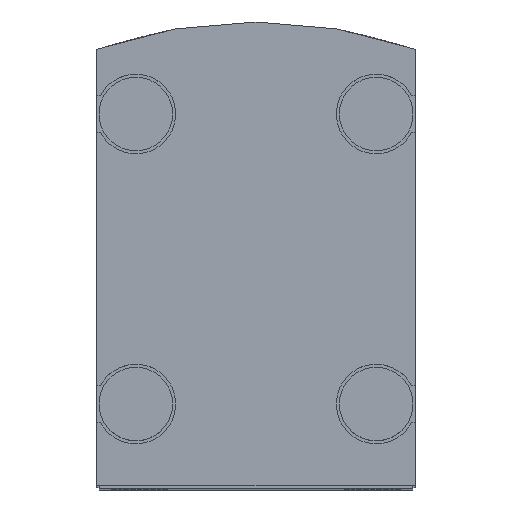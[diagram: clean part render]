
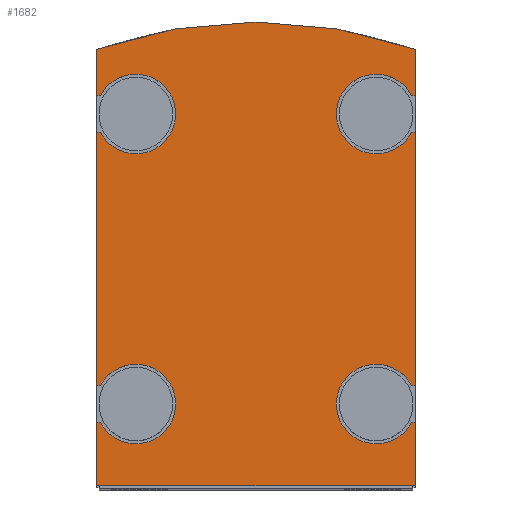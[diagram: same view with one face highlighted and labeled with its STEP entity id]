
A CAD part, top view. The second image highlights one B-rep face of the part: STEP entity #1682.
In plain terms, the highlighted planar face has unit normal (0, 0, 1).
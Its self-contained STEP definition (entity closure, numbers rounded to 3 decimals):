
#49=CIRCLE('',#1794,3.25);
#50=CIRCLE('',#1795,3.25);
#51=CIRCLE('',#1796,3.25);
#52=CIRCLE('',#1797,3.25);
#53=CIRCLE('',#1798,39.);
#129=ORIENTED_EDGE('',*,*,#609,.F.);
#130=ORIENTED_EDGE('',*,*,#610,.T.);
#131=ORIENTED_EDGE('',*,*,#595,.T.);
#132=ORIENTED_EDGE('',*,*,#611,.T.);
#133=ORIENTED_EDGE('',*,*,#612,.F.);
#134=ORIENTED_EDGE('',*,*,#613,.T.);
#135=ORIENTED_EDGE('',*,*,#591,.T.);
#136=ORIENTED_EDGE('',*,*,#614,.T.);
#137=ORIENTED_EDGE('',*,*,#599,.T.);
#138=ORIENTED_EDGE('',*,*,#615,.T.);
#139=ORIENTED_EDGE('',*,*,#616,.F.);
#140=ORIENTED_EDGE('',*,*,#617,.T.);
#141=ORIENTED_EDGE('',*,*,#607,.T.);
#142=ORIENTED_EDGE('',*,*,#618,.T.);
#143=ORIENTED_EDGE('',*,*,#619,.F.);
#144=ORIENTED_EDGE('',*,*,#620,.T.);
#145=ORIENTED_EDGE('',*,*,#603,.T.);
#146=ORIENTED_EDGE('',*,*,#621,.T.);
#147=ORIENTED_EDGE('',*,*,#587,.T.);
#148=ORIENTED_EDGE('',*,*,#622,.T.);
#587=EDGE_CURVE('',#828,#827,#995,.T.);
#591=EDGE_CURVE('',#832,#831,#999,.T.);
#595=EDGE_CURVE('',#836,#835,#1003,.T.);
#599=EDGE_CURVE('',#840,#839,#1007,.T.);
#603=EDGE_CURVE('',#844,#843,#1011,.T.);
#607=EDGE_CURVE('',#848,#847,#1015,.T.);
#609=EDGE_CURVE('',#849,#850,#49,.T.);
#610=EDGE_CURVE('',#849,#836,#1017,.T.);
#611=EDGE_CURVE('',#835,#851,#1018,.T.);
#612=EDGE_CURVE('',#852,#851,#50,.T.);
#613=EDGE_CURVE('',#852,#832,#1019,.T.);
#614=EDGE_CURVE('',#831,#840,#1020,.T.);
#615=EDGE_CURVE('',#839,#853,#1021,.T.);
#616=EDGE_CURVE('',#854,#853,#51,.T.);
#617=EDGE_CURVE('',#854,#848,#1022,.T.);
#618=EDGE_CURVE('',#847,#855,#1023,.T.);
#619=EDGE_CURVE('',#856,#855,#52,.T.);
#620=EDGE_CURVE('',#856,#844,#1024,.T.);
#621=EDGE_CURVE('',#843,#828,#53,.T.);
#622=EDGE_CURVE('',#827,#850,#1025,.T.);
#827=VERTEX_POINT('',#2443);
#828=VERTEX_POINT('',#2445);
#831=VERTEX_POINT('',#2451);
#832=VERTEX_POINT('',#2453);
#835=VERTEX_POINT('',#2459);
#836=VERTEX_POINT('',#2461);
#839=VERTEX_POINT('',#2468);
#840=VERTEX_POINT('',#2470);
#843=VERTEX_POINT('',#2476);
#844=VERTEX_POINT('',#2478);
#847=VERTEX_POINT('',#2484);
#848=VERTEX_POINT('',#2486);
#849=VERTEX_POINT('',#2490);
#850=VERTEX_POINT('',#2491);
#851=VERTEX_POINT('',#2494);
#852=VERTEX_POINT('',#2496);
#853=VERTEX_POINT('',#2500);
#854=VERTEX_POINT('',#2502);
#855=VERTEX_POINT('',#2505);
#856=VERTEX_POINT('',#2507);
#995=LINE('',#2444,#1177);
#999=LINE('',#2452,#1181);
#1003=LINE('',#2460,#1185);
#1007=LINE('',#2469,#1189);
#1011=LINE('',#2477,#1193);
#1015=LINE('',#2485,#1197);
#1017=LINE('',#2492,#1199);
#1018=LINE('',#2493,#1200);
#1019=LINE('',#2497,#1201);
#1020=LINE('',#2498,#1202);
#1021=LINE('',#2499,#1203);
#1022=LINE('',#2503,#1204);
#1023=LINE('',#2504,#1205);
#1024=LINE('',#2508,#1206);
#1025=LINE('',#2510,#1207);
#1177=VECTOR('',#1951,1000.);
#1181=VECTOR('',#1955,1000.);
#1185=VECTOR('',#1959,1000.);
#1189=VECTOR('',#1965,1000.);
#1193=VECTOR('',#1969,1000.);
#1197=VECTOR('',#1973,1000.);
#1199=VECTOR('',#1979,1000.);
#1200=VECTOR('',#1980,1000.);
#1201=VECTOR('',#1983,1000.);
#1202=VECTOR('',#1984,1000.);
#1203=VECTOR('',#1985,1000.);
#1204=VECTOR('',#1988,1000.);
#1205=VECTOR('',#1989,1000.);
#1206=VECTOR('',#1992,1000.);
#1207=VECTOR('',#1995,1000.);
#1359=EDGE_LOOP('',(#129,#130,#131,#132,#133,#134,#135,#136,#137,#138,#139,
#140,#141,#142,#143,#144,#145,#146,#147,#148));
#1485=FACE_BOUND('',#1359,.T.);
#1611=PLANE('',#1793);
#1682=ADVANCED_FACE('',(#1485),#1611,.T.);
#1793=AXIS2_PLACEMENT_3D('',#2488,#1975,#1976);
#1794=AXIS2_PLACEMENT_3D('',#2489,#1977,#1978);
#1795=AXIS2_PLACEMENT_3D('',#2495,#1981,#1982);
#1796=AXIS2_PLACEMENT_3D('',#2501,#1986,#1987);
#1797=AXIS2_PLACEMENT_3D('',#2506,#1990,#1991);
#1798=AXIS2_PLACEMENT_3D('',#2509,#1993,#1994);
#1951=DIRECTION('',(0.,-1.,0.));
#1955=DIRECTION('',(0.,-1.,0.));
#1959=DIRECTION('',(0.,-1.,0.));
#1965=DIRECTION('',(0.,1.,0.));
#1969=DIRECTION('',(0.,1.,0.));
#1973=DIRECTION('',(0.,1.,0.));
#1975=DIRECTION('',(0.,0.,1.));
#1976=DIRECTION('',(1.,0.,0.));
#1977=DIRECTION('',(0.,0.,1.));
#1978=DIRECTION('',(1.,0.,0.));
#1979=DIRECTION('',(-1.,0.,0.));
#1980=DIRECTION('',(1.,0.,0.));
#1981=DIRECTION('',(0.,0.,1.));
#1982=DIRECTION('',(1.,0.,0.));
#1983=DIRECTION('',(-1.,0.,0.));
#1984=DIRECTION('',(1.,0.,0.));
#1985=DIRECTION('',(-1.,0.,0.));
#1986=DIRECTION('',(0.,0.,1.));
#1987=DIRECTION('',(1.,0.,0.));
#1988=DIRECTION('',(1.,0.,0.));
#1989=DIRECTION('',(-1.,0.,0.));
#1990=DIRECTION('',(0.,0.,1.));
#1991=DIRECTION('',(1.,0.,0.));
#1992=DIRECTION('',(1.,0.,0.));
#1993=DIRECTION('',(0.,0.,1.));
#1994=DIRECTION('',(1.,0.,0.));
#1995=DIRECTION('',(1.,0.,0.));
#2443=CARTESIAN_POINT('',(-13.,32.,50.));
#2444=CARTESIAN_POINT('',(-13.,35.77,50.));
#2445=CARTESIAN_POINT('',(-13.,35.77,50.));
#2451=CARTESIAN_POINT('',(-13.,0.2,50.));
#2452=CARTESIAN_POINT('',(-13.,35.77,50.));
#2453=CARTESIAN_POINT('',(-13.,5.35,50.));
#2459=CARTESIAN_POINT('',(-13.,8.35,50.));
#2460=CARTESIAN_POINT('',(-13.,35.77,50.));
#2461=CARTESIAN_POINT('',(-13.,29.,50.));
#2468=CARTESIAN_POINT('',(13.,5.35,50.));
#2469=CARTESIAN_POINT('',(13.,0.2,50.));
#2470=CARTESIAN_POINT('',(13.,0.2,50.));
#2476=CARTESIAN_POINT('',(13.,35.77,50.));
#2477=CARTESIAN_POINT('',(13.,0.2,50.));
#2478=CARTESIAN_POINT('',(13.,32.,50.));
#2484=CARTESIAN_POINT('',(13.,29.,50.));
#2485=CARTESIAN_POINT('',(13.,0.2,50.));
#2486=CARTESIAN_POINT('',(13.,8.35,50.));
#2488=CARTESIAN_POINT('',(0.,-1.,50.));
#2489=CARTESIAN_POINT('',(-9.8,30.5,50.));
#2490=CARTESIAN_POINT('',(-12.683,29.,50.));
#2491=CARTESIAN_POINT('',(-12.683,32.,50.));
#2492=CARTESIAN_POINT('',(-12.683,29.,50.));
#2493=CARTESIAN_POINT('',(-13.,8.35,50.));
#2494=CARTESIAN_POINT('',(-12.683,8.35,50.));
#2495=CARTESIAN_POINT('',(-9.8,6.85,50.));
#2496=CARTESIAN_POINT('',(-12.683,5.35,50.));
#2497=CARTESIAN_POINT('',(-12.683,5.35,50.));
#2498=CARTESIAN_POINT('',(-13.,0.2,50.));
#2499=CARTESIAN_POINT('',(13.,5.35,50.));
#2500=CARTESIAN_POINT('',(12.683,5.35,50.));
#2501=CARTESIAN_POINT('',(9.8,6.85,50.));
#2502=CARTESIAN_POINT('',(12.683,8.35,50.));
#2503=CARTESIAN_POINT('',(12.683,8.35,50.));
#2504=CARTESIAN_POINT('',(13.,29.,50.));
#2505=CARTESIAN_POINT('',(12.683,29.,50.));
#2506=CARTESIAN_POINT('',(9.8,30.5,50.));
#2507=CARTESIAN_POINT('',(12.683,32.,50.));
#2508=CARTESIAN_POINT('',(12.683,32.,50.));
#2509=CARTESIAN_POINT('',(0.,-1.,50.));
#2510=CARTESIAN_POINT('',(-13.,32.,50.));
